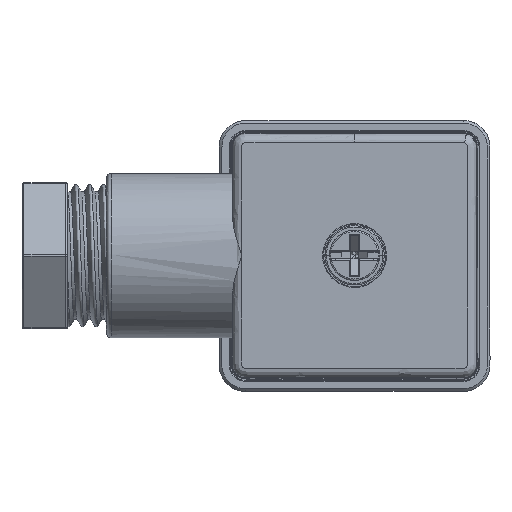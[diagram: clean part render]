
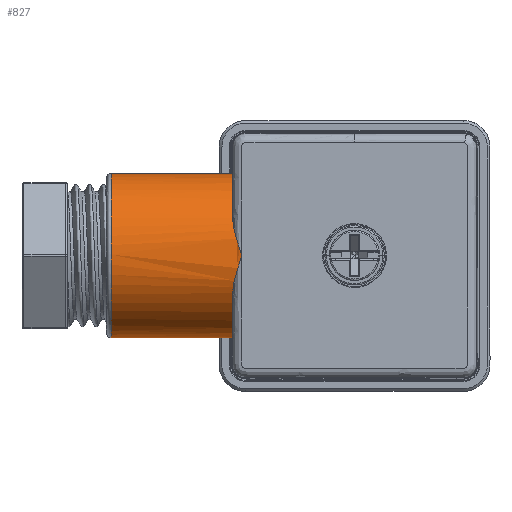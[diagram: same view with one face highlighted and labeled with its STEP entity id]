
A CAD part, top view. The second image highlights one B-rep face of the part: STEP entity #827.
In plain terms, the highlighted free-form (B-spline) face has degree [3, 1] with [11, 2] control points.
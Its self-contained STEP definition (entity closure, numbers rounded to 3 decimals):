
#827=ADVANCED_FACE('',(#2637),#27550,.T.);
#2637=FACE_OUTER_BOUND('',#4503,.T.);
#4503=EDGE_LOOP('',(#9173,#9174,#9175,#9176,#9177,#9178,#9179));
#9173=ORIENTED_EDGE('',*,*,#15136,.F.);
#9174=ORIENTED_EDGE('',*,*,#15066,.F.);
#9175=ORIENTED_EDGE('',*,*,#15371,.T.);
#9176=ORIENTED_EDGE('',*,*,#15058,.F.);
#9177=ORIENTED_EDGE('',*,*,#15063,.F.);
#9178=ORIENTED_EDGE('',*,*,#15372,.F.);
#9179=ORIENTED_EDGE('',*,*,#15064,.F.);
#15058=EDGE_CURVE('',#24525,#24527,#19783,.T.);
#15063=EDGE_CURVE('',#24531,#24525,#19784,.T.);
#15064=EDGE_CURVE('',#24532,#24533,#19785,.T.);
#15066=EDGE_CURVE('',#24534,#24535,#19787,.T.);
#15136=EDGE_CURVE('',#24535,#24532,#23080,.T.);
#15371=EDGE_CURVE('',#24534,#24527,#19993,.T.);
#15372=EDGE_CURVE('',#24533,#24531,#19994,.T.);
#19783=B_SPLINE_CURVE_WITH_KNOTS('',3,(#40776,#40777,#40778,#40779,#40780,
#40781,#40782,#40783),.UNSPECIFIED.,.F.,.F.,(4,2,2,4),(0.,
2.212,3.32,4.427),.UNSPECIFIED.);
#19784=B_SPLINE_CURVE_WITH_KNOTS('',3,(#41188,#41189,#41190,#41191,#41192,
#41193,#41194,#41195),.UNSPECIFIED.,.F.,.F.,(4,2,2,4),(0.,1.115,
2.215,4.412),.UNSPECIFIED.);
#19785=B_SPLINE_CURVE_WITH_KNOTS('',1,(#41196,#41197),.UNSPECIFIED.,.F.,
 .F.,(2,2),(0.,13.294),.UNSPECIFIED.);
#19787=B_SPLINE_CURVE_WITH_KNOTS('',3,(#41216,#41217,#41218,#41219),
 .UNSPECIFIED.,.F.,.F.,(4,4),(-13.294,0.),.UNSPECIFIED.);
#19993=B_SPLINE_CURVE_WITH_KNOTS('',3,(#42957,#42958,#42959,#42960),
 .UNSPECIFIED.,.F.,.F.,(4,4),(-56.83,-46.923),
 .UNSPECIFIED.);
#19994=B_SPLINE_CURVE_WITH_KNOTS('',3,(#42961,#42962,#42963,#42964),
 .UNSPECIFIED.,.F.,.F.,(4,4),(28.424,38.33),
 .UNSPECIFIED.);
#23080=(
BOUNDED_CURVE()
B_SPLINE_CURVE(3,(#42001,#42002,#42003,#42004,#42005,#42006,#42007,#42008,
#42009,#42010,#42011,#42012,#42013,#42014,#42015,#42016,#42017,#42018,#42019,
#42020,#42021,#42022,#42023,#42024,#42025),.UNSPECIFIED.,.F.,.F.)
B_SPLINE_CURVE_WITH_KNOTS((4,3,3,3,3,3,3,3,4),(-53.405,-49.883,
-46.51,-43.153,-40.054,-36.532,
-33.158,-29.802,-26.703),.UNSPECIFIED.)
CURVE()
GEOMETRIC_REPRESENTATION_ITEM()
RATIONAL_B_SPLINE_CURVE((1.,1.,1.,1.,
1.,1.,1.,1.,
1.,1.,1.,1.,
1.,1.,1.,1.,
1.,1.,1.,1.,
1.,1.,1.,1.,
1.))
REPRESENTATION_ITEM('')
);
#24525=VERTEX_POINT('',#39507);
#24527=VERTEX_POINT('',#39509);
#24531=VERTEX_POINT('',#39513);
#24532=VERTEX_POINT('',#39514);
#24533=VERTEX_POINT('',#39515);
#24534=VERTEX_POINT('',#39516);
#24535=VERTEX_POINT('',#39517);
#27550=B_SPLINE_SURFACE_WITH_KNOTS('',3,1,((#39095,#39096),(#39097,#39098),
(#39099,#39100),(#39101,#39102),(#39103,#39104),(#39105,#39106),(#39107,
#39108),(#39109,#39110),(#39111,#39112),(#39113,#39114),(#39115,#39116)),
 .UNSPECIFIED.,.F.,.F.,.F.,(4,1,1,1,1,1,1,1,4),(2,2),(26.703,
29.802,33.158,36.532,40.054,43.153,
46.51,49.884,53.405),(0.,
15.169),.UNSPECIFIED.);
#39095=CARTESIAN_POINT('',(-26.701,9.,-4.));
#39096=CARTESIAN_POINT('',(-11.532,9.,-4.));
#39097=CARTESIAN_POINT('',(-26.701,9.001,-2.907));
#39098=CARTESIAN_POINT('',(-11.532,9.001,-2.907));
#39099=CARTESIAN_POINT('',(-26.701,8.58,-0.628));
#39100=CARTESIAN_POINT('',(-11.532,8.58,-0.628));
#39101=CARTESIAN_POINT('',(-26.701,6.696,2.365));
#39102=CARTESIAN_POINT('',(-11.532,6.696,2.365));
#39103=CARTESIAN_POINT('',(-26.701,3.676,4.488));
#39104=CARTESIAN_POINT('',(-11.532,3.676,4.488));
#39105=CARTESIAN_POINT('',(-26.701,0.15,5.23));
#39106=CARTESIAN_POINT('',(-11.532,0.15,5.23));
#39107=CARTESIAN_POINT('',(-26.701,-3.372,4.58));
#39108=CARTESIAN_POINT('',(-11.532,-3.372,4.58));
#39109=CARTESIAN_POINT('',(-26.701,-6.366,2.695));
#39110=CARTESIAN_POINT('',(-11.532,-6.366,2.695));
#39111=CARTESIAN_POINT('',(-26.701,-8.488,-0.324));
#39112=CARTESIAN_POINT('',(-11.532,-8.488,-0.324));
#39113=CARTESIAN_POINT('',(-26.701,-9.001,-2.757));
#39114=CARTESIAN_POINT('',(-11.532,-9.001,-2.757));
#39115=CARTESIAN_POINT('',(-26.701,-9.,-4.));
#39116=CARTESIAN_POINT('',(-11.532,-9.,-4.));
#39507=CARTESIAN_POINT('',(-12.356,-0.001,5.));
#39509=CARTESIAN_POINT('',(-13.356,-4.111,4.006));
#39513=CARTESIAN_POINT('',(-13.356,4.111,4.006));
#39514=CARTESIAN_POINT('',(-26.701,9.,-4.));
#39515=CARTESIAN_POINT('',(-13.407,9.,-4.));
#39516=CARTESIAN_POINT('',(-13.407,-9.,-4.));
#39517=CARTESIAN_POINT('',(-26.701,-9.,-4.));
#40776=CARTESIAN_POINT('',(-12.356,-0.001,5.));
#40777=CARTESIAN_POINT('',(-12.587,-0.688,5.));
#40778=CARTESIAN_POINT('',(-12.821,-1.378,4.919));
#40779=CARTESIAN_POINT('',(-13.103,-2.413,4.676));
#40780=CARTESIAN_POINT('',(-13.184,-2.757,4.578));
#40781=CARTESIAN_POINT('',(-13.311,-3.439,4.329));
#40782=CARTESIAN_POINT('',(-13.355,-3.777,4.177));
#40783=CARTESIAN_POINT('',(-13.356,-4.111,4.006));
#41188=CARTESIAN_POINT('',(-13.356,4.111,4.006));
#41189=CARTESIAN_POINT('',(-13.355,3.777,4.178));
#41190=CARTESIAN_POINT('',(-13.312,3.445,4.328));
#41191=CARTESIAN_POINT('',(-13.184,2.756,4.578));
#41192=CARTESIAN_POINT('',(-13.103,2.413,4.677));
#41193=CARTESIAN_POINT('',(-12.817,1.373,4.922));
#41194=CARTESIAN_POINT('',(-12.59,0.697,5.));
#41195=CARTESIAN_POINT('',(-12.356,-0.001,5.));
#41196=CARTESIAN_POINT('',(-26.701,9.,-4.));
#41197=CARTESIAN_POINT('',(-13.407,9.,-4.));
#41216=CARTESIAN_POINT('',(-13.407,-9.,-4.));
#41217=CARTESIAN_POINT('',(-17.838,-9.,-4.));
#41218=CARTESIAN_POINT('',(-22.27,-9.,-4.));
#41219=CARTESIAN_POINT('',(-26.701,-9.,-4.));
#42001=CARTESIAN_POINT('',(-26.701,-9.,-4.));
#42002=CARTESIAN_POINT('',(-26.701,-9.001,-2.757));
#42003=CARTESIAN_POINT('',(-26.701,-8.739,-1.514));
#42004=CARTESIAN_POINT('',(-26.701,-8.239,-0.377));
#42005=CARTESIAN_POINT('',(-26.701,-7.759,0.713));
#42006=CARTESIAN_POINT('',(-26.701,-7.061,1.707));
#42007=CARTESIAN_POINT('',(-26.701,-6.197,2.527));
#42008=CARTESIAN_POINT('',(-26.701,-5.338,3.343));
#42009=CARTESIAN_POINT('',(-26.701,-4.316,3.986));
#42010=CARTESIAN_POINT('',(-26.701,-3.209,4.409));
#42011=CARTESIAN_POINT('',(-26.701,-2.187,4.799));
#42012=CARTESIAN_POINT('',(-26.701,-1.094,5.));
#42013=CARTESIAN_POINT('',(-26.701,0.,5.));
#42014=CARTESIAN_POINT('',(-26.701,1.243,5.));
#42015=CARTESIAN_POINT('',(-26.701,2.486,4.739));
#42016=CARTESIAN_POINT('',(-26.701,3.623,4.239));
#42017=CARTESIAN_POINT('',(-26.701,4.713,3.759));
#42018=CARTESIAN_POINT('',(-26.701,5.707,3.061));
#42019=CARTESIAN_POINT('',(-26.701,6.527,2.197));
#42020=CARTESIAN_POINT('',(-26.701,7.343,1.338));
#42021=CARTESIAN_POINT('',(-26.701,7.986,0.316));
#42022=CARTESIAN_POINT('',(-26.701,8.409,-0.791));
#42023=CARTESIAN_POINT('',(-26.701,8.799,-1.813));
#42024=CARTESIAN_POINT('',(-26.701,9.001,-2.907));
#42025=CARTESIAN_POINT('',(-26.701,9.,-4.));
#42957=CARTESIAN_POINT('',(-13.407,-9.,-4.));
#42958=CARTESIAN_POINT('',(-13.386,-9.003,-0.618));
#42959=CARTESIAN_POINT('',(-13.366,-7.105,2.465));
#42960=CARTESIAN_POINT('',(-13.356,-4.111,4.006));
#42961=CARTESIAN_POINT('',(-13.407,9.,-4.));
#42962=CARTESIAN_POINT('',(-13.386,9.001,-0.62));
#42963=CARTESIAN_POINT('',(-13.366,7.107,2.466));
#42964=CARTESIAN_POINT('',(-13.356,4.111,4.006));
